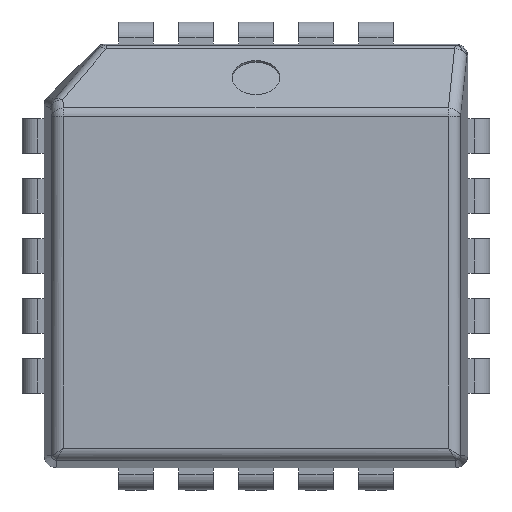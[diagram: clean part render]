
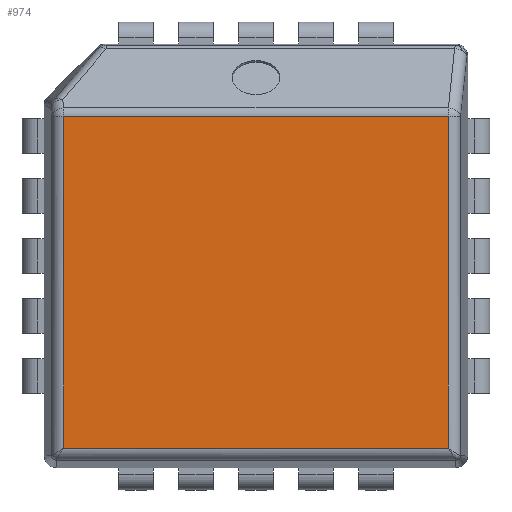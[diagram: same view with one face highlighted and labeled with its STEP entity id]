
A CAD part, top view. The second image highlights one B-rep face of the part: STEP entity #974.
In plain terms, the highlighted face is planar.
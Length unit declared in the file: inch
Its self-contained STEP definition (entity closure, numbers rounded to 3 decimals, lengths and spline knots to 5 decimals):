
#341=DIRECTION('',(-1.,0.,0.));
#342=VECTOR('',#341,0.3207);
#343=CARTESIAN_POINT('',(0.16035,0.068,-0.11621));
#344=LINE('',#343,#342);
#348=DIRECTION('',(0.,0.,-1.));
#349=VECTOR('',#348,0.27656);
#350=CARTESIAN_POINT('',(0.16035,0.068,0.16035));
#351=LINE('',#350,#349);
#355=DIRECTION('',(1.,0.,0.));
#356=VECTOR('',#355,0.3207);
#357=CARTESIAN_POINT('',(-0.16035,0.068,0.16035));
#358=LINE('',#357,#356);
#362=DIRECTION('',(0.,0.,1.));
#363=VECTOR('',#362,0.27656);
#364=CARTESIAN_POINT('',(-0.16035,0.068,-0.11621));
#365=LINE('',#364,#363);
#611=CARTESIAN_POINT('',(0.16035,0.068,-0.11621));
#612=CARTESIAN_POINT('',(-0.16035,0.068,-0.11621));
#613=VERTEX_POINT('',#611);
#614=VERTEX_POINT('',#612);
#627=CARTESIAN_POINT('',(-0.16035,0.068,0.16035));
#628=VERTEX_POINT('',#627);
#633=CARTESIAN_POINT('',(0.16035,0.068,0.16035));
#634=VERTEX_POINT('',#633);
#962=CARTESIAN_POINT('',(0.,0.068,0.));
#963=DIRECTION('',(0.,1.,0.));
#964=DIRECTION('',(1.,0.,0.));
#965=AXIS2_PLACEMENT_3D('',#962,#963,#964);
#966=PLANE('',#965);
#967=ORIENTED_EDGE('',*,*,#827,.F.);
#968=ORIENTED_EDGE('',*,*,#854,.F.);
#969=ORIENTED_EDGE('',*,*,#953,.F.);
#971=ORIENTED_EDGE('',*,*,#970,.F.);
#972=EDGE_LOOP('',(#967,#968,#969,#971));
#973=FACE_OUTER_BOUND('',#972,.F.);
#827=EDGE_CURVE('',#613,#614,#344,.T.);
#854=EDGE_CURVE('',#634,#613,#351,.T.);
#953=EDGE_CURVE('',#628,#634,#358,.T.);
#970=EDGE_CURVE('',#614,#628,#365,.T.);
#974=ADVANCED_FACE('',(#973),#966,.T.);
